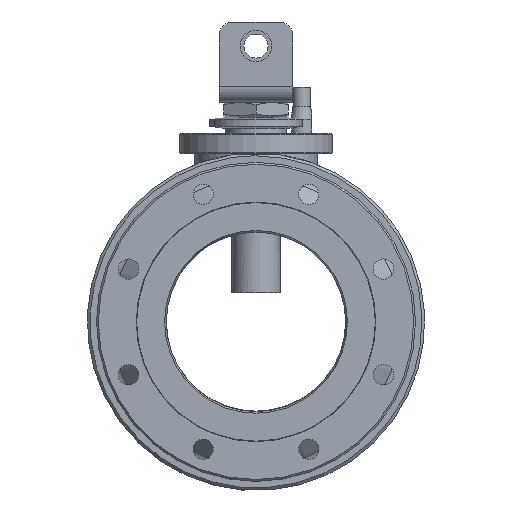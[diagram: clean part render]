
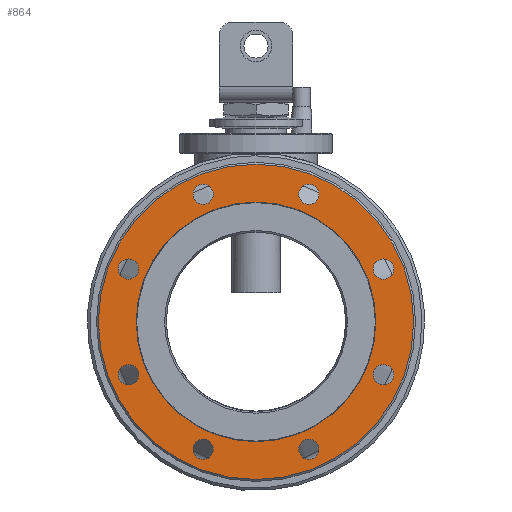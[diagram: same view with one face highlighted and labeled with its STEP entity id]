
A CAD part, left-side view. The second image highlights one B-rep face of the part: STEP entity #864.
In plain terms, the highlighted planar face has unit normal (-1, 0, 0).
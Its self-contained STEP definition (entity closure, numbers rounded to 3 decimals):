
#864 = ADVANCED_FACE( '', ( #2166, #2167, #2168, #2169, #2170, #2171, #2172, #2173, #2174, #2175 ), #2176, .F. );
#2166 = FACE_OUTER_BOUND( '', #4021, .T. );
#2167 = FACE_BOUND( '', #4022, .T. );
#2168 = FACE_BOUND( '', #4023, .T. );
#2169 = FACE_BOUND( '', #4024, .T. );
#2170 = FACE_BOUND( '', #4025, .T. );
#2171 = FACE_BOUND( '', #4026, .T. );
#2172 = FACE_BOUND( '', #4027, .T. );
#2173 = FACE_BOUND( '', #4028, .T. );
#2174 = FACE_BOUND( '', #4029, .T. );
#2175 = FACE_BOUND( '', #4030, .T. );
#2176 = PLANE( '', #4031 );
#4021 = EDGE_LOOP( '', ( #6435 ) );
#4022 = EDGE_LOOP( '', ( #6436 ) );
#4023 = EDGE_LOOP( '', ( #6437 ) );
#4024 = EDGE_LOOP( '', ( #6438 ) );
#4025 = EDGE_LOOP( '', ( #6439 ) );
#4026 = EDGE_LOOP( '', ( #6440 ) );
#4027 = EDGE_LOOP( '', ( #6441 ) );
#4028 = EDGE_LOOP( '', ( #6442 ) );
#4029 = EDGE_LOOP( '', ( #6443 ) );
#4030 = EDGE_LOOP( '', ( #6444 ) );
#4031 = AXIS2_PLACEMENT_3D( '', #6445, #6446, #6447 );
#6435 = ORIENTED_EDGE( '', *, *, #9144, .T. );
#6436 = ORIENTED_EDGE( '', *, *, #8862, .F. );
#6437 = ORIENTED_EDGE( '', *, *, #9429, .F. );
#6438 = ORIENTED_EDGE( '', *, *, #9430, .F. );
#6439 = ORIENTED_EDGE( '', *, *, #8922, .F. );
#6440 = ORIENTED_EDGE( '', *, *, #9431, .F. );
#6441 = ORIENTED_EDGE( '', *, *, #9432, .F. );
#6442 = ORIENTED_EDGE( '', *, *, #9433, .F. );
#6443 = ORIENTED_EDGE( '', *, *, #9434, .F. );
#6444 = ORIENTED_EDGE( '', *, *, #9435, .F. );
#6445 = CARTESIAN_POINT( '', ( 1469.272, 508.414, -129.564 ) );
#6446 = DIRECTION( '', ( 1., 0., 0. ) );
#6447 = DIRECTION( '', ( 0., 0., -1. ) );
#8862 = EDGE_CURVE( '', #10200, #10200, #10201, .T. );
#8922 = EDGE_CURVE( '', #10301, #10301, #10302, .T. );
#9144 = EDGE_CURVE( '', #10669, #10669, #10670, .F. );
#9429 = EDGE_CURVE( '', #11128, #11128, #11129, .T. );
#9430 = EDGE_CURVE( '', #11130, #11130, #11131, .T. );
#9431 = EDGE_CURVE( '', #11132, #11132, #11133, .T. );
#9432 = EDGE_CURVE( '', #11134, #11134, #11135, .T. );
#9433 = EDGE_CURVE( '', #11136, #11136, #11137, .T. );
#9434 = EDGE_CURVE( '', #11138, #11138, #11139, .T. );
#9435 = EDGE_CURVE( '', #11140, #11140, #11141, .T. );
#10200 = VERTEX_POINT( '', #12210 );
#10201 = CIRCLE( '', #12211, 11. );
#10301 = VERTEX_POINT( '', #12404 );
#10302 = CIRCLE( '', #12405, 11. );
#10669 = VERTEX_POINT( '', #13012 );
#10670 = CIRCLE( '', #13013, 170.5 );
#11128 = VERTEX_POINT( '', #14158 );
#11129 = CIRCLE( '', #14159, 11. );
#11130 = VERTEX_POINT( '', #14160 );
#11131 = CIRCLE( '', #14161, 11. );
#11132 = VERTEX_POINT( '', #14162 );
#11133 = CIRCLE( '', #14163, 11. );
#11134 = VERTEX_POINT( '', #14164 );
#11135 = CIRCLE( '', #14165, 11. );
#11136 = VERTEX_POINT( '', #14166 );
#11137 = CIRCLE( '', #14167, 11. );
#11138 = VERTEX_POINT( '', #14168 );
#11139 = CIRCLE( '', #14169, 11. );
#11140 = VERTEX_POINT( '', #14170 );
#11141 = CIRCLE( '', #14171, 129.564 );
#12210 = CARTESIAN_POINT( '', ( 1469.272, 359.525, -57.116 ) );
#12211 = AXIS2_PLACEMENT_3D( '', #16538, #16539, #16540 );
#12404 = CARTESIAN_POINT( '', ( 1469.272, 635.303, -57.116 ) );
#12405 = AXIS2_PLACEMENT_3D( '', #16608, #16609, #16610 );
#13012 = CARTESIAN_POINT( '', ( 1469.272, 508.414, -170.5 ) );
#13013 = AXIS2_PLACEMENT_3D( '', #16949, #16950, #16951 );
#14158 = CARTESIAN_POINT( '', ( 1469.272, 440.298, -137.889 ) );
#14159 = AXIS2_PLACEMENT_3D( '', #17272, #17273, #17274 );
#14160 = CARTESIAN_POINT( '', ( 1469.272, 554.529, -137.889 ) );
#14161 = AXIS2_PLACEMENT_3D( '', #17275, #17276, #17277 );
#14162 = CARTESIAN_POINT( '', ( 1469.272, 635.303, 57.116 ) );
#14163 = AXIS2_PLACEMENT_3D( '', #17278, #17279, #17280 );
#14164 = CARTESIAN_POINT( '', ( 1469.272, 554.529, 137.889 ) );
#14165 = AXIS2_PLACEMENT_3D( '', #17281, #17282, #17283 );
#14166 = CARTESIAN_POINT( '', ( 1469.272, 440.298, 137.889 ) );
#14167 = AXIS2_PLACEMENT_3D( '', #17284, #17285, #17286 );
#14168 = CARTESIAN_POINT( '', ( 1469.272, 359.525, 57.116 ) );
#14169 = AXIS2_PLACEMENT_3D( '', #17287, #17288, #17289 );
#14170 = CARTESIAN_POINT( '', ( 1469.272, 508.414, 129.564 ) );
#14171 = AXIS2_PLACEMENT_3D( '', #17290, #17291, #17292 );
#16538 = CARTESIAN_POINT( '', ( 1469.272, 370.525, -57.116 ) );
#16539 = DIRECTION( '', ( -1., 0., 0. ) );
#16540 = DIRECTION( '', ( 0., -1., 0. ) );
#16608 = CARTESIAN_POINT( '', ( 1469.272, 646.303, -57.116 ) );
#16609 = DIRECTION( '', ( -1., 0., 0. ) );
#16610 = DIRECTION( '', ( 0., -1., 0. ) );
#16949 = CARTESIAN_POINT( '', ( 1469.272, 508.414, 0. ) );
#16950 = DIRECTION( '', ( 1., 0., 0. ) );
#16951 = DIRECTION( '', ( 0., 0., -1. ) );
#17272 = CARTESIAN_POINT( '', ( 1469.272, 451.298, -137.889 ) );
#17273 = DIRECTION( '', ( -1., 0., 0. ) );
#17274 = DIRECTION( '', ( 0., -1., 0. ) );
#17275 = CARTESIAN_POINT( '', ( 1469.272, 565.529, -137.889 ) );
#17276 = DIRECTION( '', ( -1., 0., 0. ) );
#17277 = DIRECTION( '', ( 0., -1., 0. ) );
#17278 = CARTESIAN_POINT( '', ( 1469.272, 646.303, 57.116 ) );
#17279 = DIRECTION( '', ( -1., 0., 0. ) );
#17280 = DIRECTION( '', ( 0., -1., 0. ) );
#17281 = CARTESIAN_POINT( '', ( 1469.272, 565.529, 137.889 ) );
#17282 = DIRECTION( '', ( -1., 0., 0. ) );
#17283 = DIRECTION( '', ( 0., -1., 0. ) );
#17284 = CARTESIAN_POINT( '', ( 1469.272, 451.298, 137.889 ) );
#17285 = DIRECTION( '', ( -1., 0., 0. ) );
#17286 = DIRECTION( '', ( 0., -1., 0. ) );
#17287 = CARTESIAN_POINT( '', ( 1469.272, 370.525, 57.116 ) );
#17288 = DIRECTION( '', ( -1., 0., 0. ) );
#17289 = DIRECTION( '', ( 0., -1., 0. ) );
#17290 = CARTESIAN_POINT( '', ( 1469.272, 508.414, 0. ) );
#17291 = DIRECTION( '', ( -1., 0., 0. ) );
#17292 = DIRECTION( '', ( 0., 0., 1. ) );
